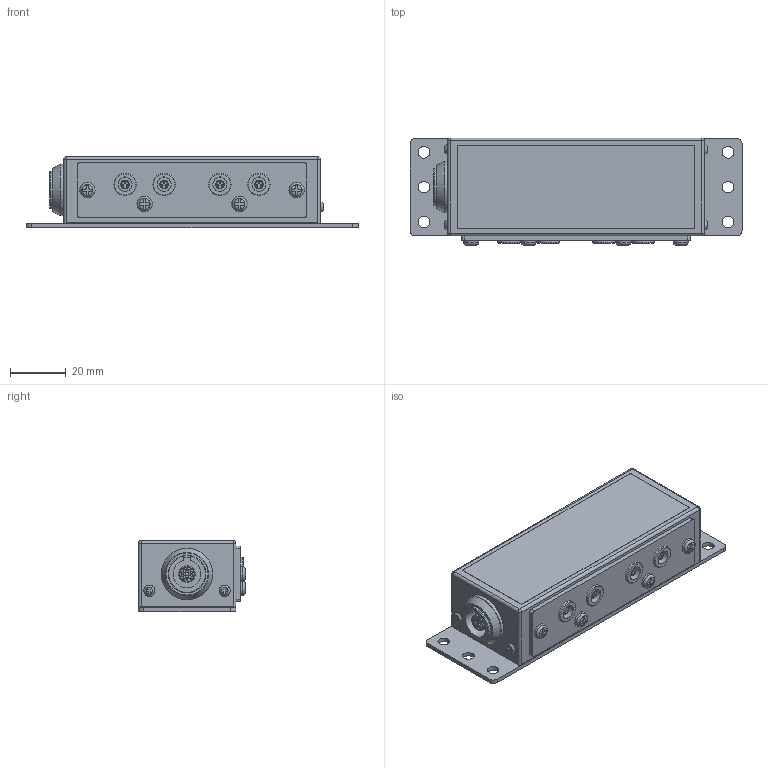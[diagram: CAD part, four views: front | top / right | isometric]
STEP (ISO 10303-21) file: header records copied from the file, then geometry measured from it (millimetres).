
FILE_DESCRIPTION( ( 'STEP AP214' ), '1' );
FILE_NAME( 'UJP04H_L.step', '2018-06-21T02:31:52', ( ' ' ), ( ' ' ), 'XStep 1.0', ' ', ' ' );
FILE_SCHEMA( ( 'automotive_design' ) );
Length unit declared in the file: millimetre
Products named in the file (1): 1
Bounding box: 119 x 38.56 x 25.6 mm (x, y, z)
Volume: 86971.4 mm3; surface area: 16651.8 mm2
Topology: 1 solids, 1 shells, 323 faces, 801 edges, 533 vertices
Faces by surface type: plane 186, cylinder 104, cone 18, sphere 8, torus 7
Full cylindrical faces by diameter (mm): 0.6 x12, 1 x14, 3 x4, 4 x4, 4.2 x6, 6 x1, 8 x4, 13.5 x1, 18.5 x1
Entity records: 11506 total; most frequent: DIRECTION 1584, CARTESIAN_POINT 1566, ORIENTED_EDGE 1350, EDGE_CURVE 675, AXIS2_PLACEMENT_3D 601, VERTEX_POINT 487, EDGE_LOOP 468, LINE 382
